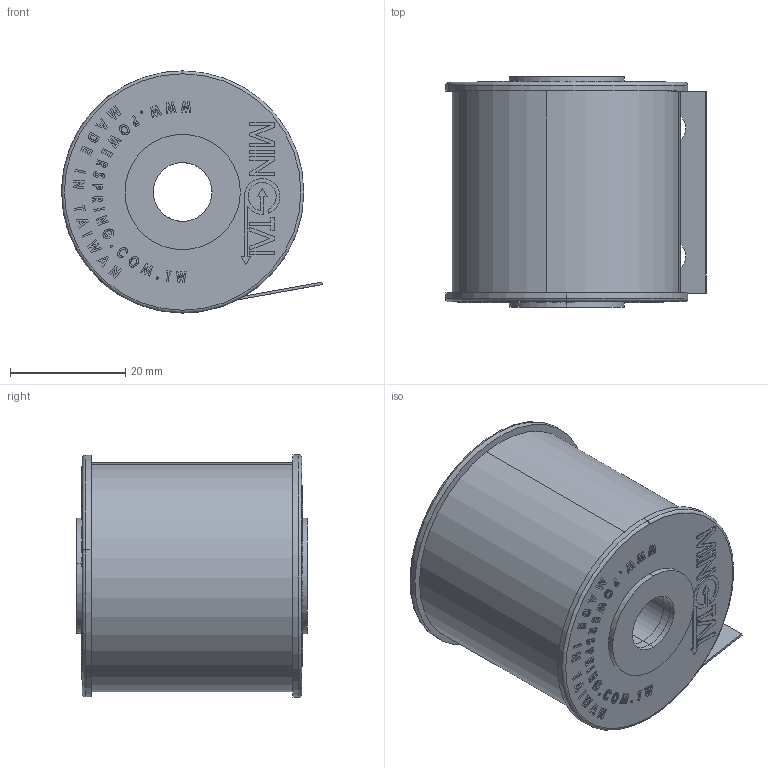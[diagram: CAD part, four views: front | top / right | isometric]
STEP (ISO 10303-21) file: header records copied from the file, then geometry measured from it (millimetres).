
FILE_DESCRIPTION (( 'STEP AP203' ), '1' );
FILE_NAME ('CP08001005.STEP', '2020-11-25T06:05:23', ( '' ), ( '' ), 'SwSTEP 2.0', 'SolidWorks 2020', '' );
FILE_SCHEMA (( 'CONFIG_CONTROL_DESIGN' ));
Length unit declared in the file: millimetre
Products named in the file (3): 30mm(OD42)_10mm(OD17); CP08001005; CP08001005_Spring
Assembly tree (3 placements, depth 2):
  CP08001005
    30mm(OD42)_10mm(OD17)  x2
    CP08001005_Spring
Bounding box: 45.24 x 40 x 42 mm (x, y, z)
Volume: 34091.2 mm3; surface area: 101758.8 mm2
Topology: 75 solids, 75 shells, 1188 faces, 3056 edges, 2032 vertices
Faces by surface type: plane 842, bspline 174, cylinder 156, torus 12, cone 4
Entity records: 23986 total; most frequent: CARTESIAN_POINT 8502, ORIENTED_EDGE 3278, DIRECTION 2807, EDGE_CURVE 1639, VECTOR 1225, LINE 1225, VERTEX_POINT 1090, AXIS2_PLACEMENT_3D 791
